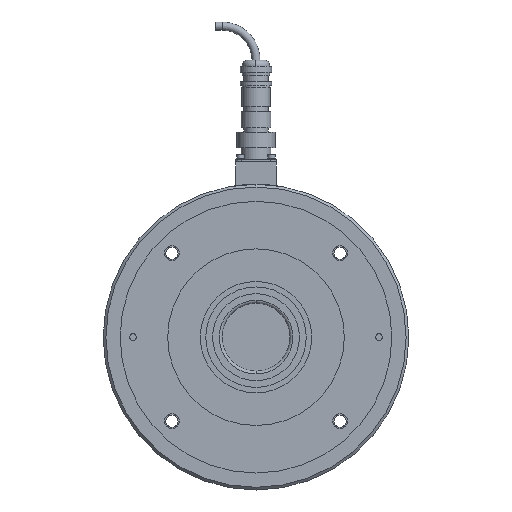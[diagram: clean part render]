
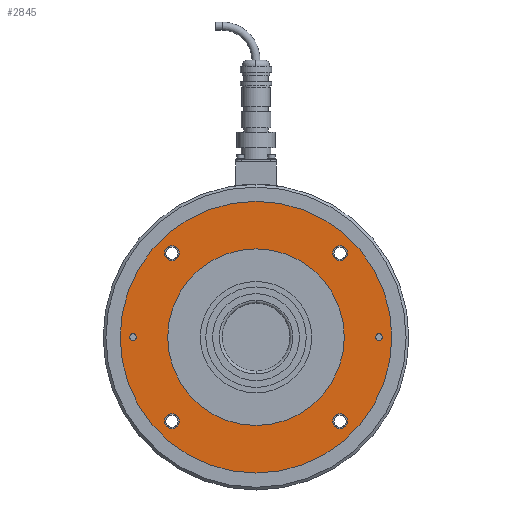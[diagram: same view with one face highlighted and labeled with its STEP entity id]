
A CAD part, left-side view. The second image highlights one B-rep face of the part: STEP entity #2845.
In plain terms, the highlighted face is planar.
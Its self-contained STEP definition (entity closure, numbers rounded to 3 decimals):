
#2195=CARTESIAN_POINT('',(3.1,100.0,0.0));
#2196=VERTEX_POINT('',#2195);
#2205=CARTESIAN_POINT('',(3.1,-100.0,0.));
#2206=VERTEX_POINT('',#2205);
#2207=CARTESIAN_POINT('',(3.1,0.0,0.0));
#2208=DIRECTION('',(1.0,0.0,0.0));
#2209=DIRECTION('',(0.0,1.0,0.0));
#2210=AXIS2_PLACEMENT_3D('',#2207,#2208,#2209);
#2211=CIRCLE('',#2210,100.0);
#2212=EDGE_CURVE('',#2206,#2196,#2211,.T.);
#2365=CARTESIAN_POINT('',(3.1,65.0,0.0));
#2366=VERTEX_POINT('',#2365);
#2382=CARTESIAN_POINT('',(3.1,-65.0,0.));
#2383=VERTEX_POINT('',#2382);
#2390=CARTESIAN_POINT('',(3.1,0.0,0.0));
#2391=DIRECTION('',(1.0,0.0,0.0));
#2392=DIRECTION('',(0.0,1.0,0.0));
#2393=AXIS2_PLACEMENT_3D('',#2390,#2391,#2392);
#2394=CIRCLE('',#2393,65.0);
#2395=EDGE_CURVE('',#2383,#2366,#2394,.T.);
#2407=CARTESIAN_POINT('',(3.1,61.872,-56.372));
#2408=VERTEX_POINT('',#2407);
#2424=CARTESIAN_POINT('',(3.1,61.872,-67.372));
#2425=VERTEX_POINT('',#2424);
#2432=CARTESIAN_POINT('',(3.1,61.872,-61.872));
#2433=DIRECTION('',(-1.0,0.0,0.0));
#2434=DIRECTION('',(0.0,0.0,1.0));
#2435=AXIS2_PLACEMENT_3D('',#2432,#2433,#2434);
#2436=CIRCLE('',#2435,5.5);
#2437=EDGE_CURVE('',#2408,#2425,#2436,.T.);
#2449=CARTESIAN_POINT('',(3.1,90.5,2.5));
#2450=VERTEX_POINT('',#2449);
#2466=CARTESIAN_POINT('',(3.1,90.5,-2.5));
#2467=VERTEX_POINT('',#2466);
#2474=CARTESIAN_POINT('',(3.1,90.5,0.));
#2475=DIRECTION('',(-1.0,0.0,0.0));
#2476=DIRECTION('',(0.0,0.0,1.0));
#2477=AXIS2_PLACEMENT_3D('',#2474,#2475,#2476);
#2478=CIRCLE('',#2477,2.5);
#2479=EDGE_CURVE('',#2450,#2467,#2478,.T.);
#2491=CARTESIAN_POINT('',(3.1,-56.372,-61.872));
#2492=VERTEX_POINT('',#2491);
#2508=CARTESIAN_POINT('',(3.1,-67.372,-61.872));
#2509=VERTEX_POINT('',#2508);
#2516=CARTESIAN_POINT('',(3.1,-61.872,-61.872));
#2517=DIRECTION('',(-1.0,0.0,0.0));
#2518=DIRECTION('',(0.0,1.0,0.0));
#2519=AXIS2_PLACEMENT_3D('',#2516,#2517,#2518);
#2520=CIRCLE('',#2519,5.5);
#2521=EDGE_CURVE('',#2492,#2509,#2520,.T.);
#2533=CARTESIAN_POINT('',(3.1,-61.872,56.372));
#2534=VERTEX_POINT('',#2533);
#2550=CARTESIAN_POINT('',(3.1,-61.872,67.372));
#2551=VERTEX_POINT('',#2550);
#2558=CARTESIAN_POINT('',(3.1,-61.872,61.872));
#2559=DIRECTION('',(-1.0,0.0,0.0));
#2560=DIRECTION('',(0.0,0.0,-1.0));
#2561=AXIS2_PLACEMENT_3D('',#2558,#2559,#2560);
#2562=CIRCLE('',#2561,5.5);
#2563=EDGE_CURVE('',#2534,#2551,#2562,.T.);
#2575=CARTESIAN_POINT('',(3.1,56.372,61.872));
#2576=VERTEX_POINT('',#2575);
#2592=CARTESIAN_POINT('',(3.1,67.372,61.872));
#2593=VERTEX_POINT('',#2592);
#2600=CARTESIAN_POINT('',(3.1,61.872,61.872));
#2601=DIRECTION('',(-1.0,0.0,0.0));
#2602=DIRECTION('',(0.0,-1.0,0.0));
#2603=AXIS2_PLACEMENT_3D('',#2600,#2601,#2602);
#2604=CIRCLE('',#2603,5.5);
#2605=EDGE_CURVE('',#2576,#2593,#2604,.T.);
#2617=CARTESIAN_POINT('',(3.1,-90.5,-2.5));
#2618=VERTEX_POINT('',#2617);
#2634=CARTESIAN_POINT('',(3.1,-90.5,2.5));
#2635=VERTEX_POINT('',#2634);
#2642=CARTESIAN_POINT('',(3.1,-90.5,0.));
#2643=DIRECTION('',(-1.0,0.0,0.0));
#2644=DIRECTION('',(0.0,0.0,-1.0));
#2645=AXIS2_PLACEMENT_3D('',#2642,#2643,#2644);
#2646=CIRCLE('',#2645,2.5);
#2647=EDGE_CURVE('',#2618,#2635,#2646,.T.);
#2658=CARTESIAN_POINT('',(3.1,-90.5,0.));
#2659=DIRECTION('',(-1.0,0.0,0.0));
#2660=DIRECTION('',(0.0,0.0,-1.0));
#2661=AXIS2_PLACEMENT_3D('',#2658,#2659,#2660);
#2662=CIRCLE('',#2661,2.5);
#2663=EDGE_CURVE('',#2635,#2618,#2662,.T.);
#2682=CARTESIAN_POINT('',(3.1,61.872,61.872));
#2683=DIRECTION('',(-1.0,0.0,0.0));
#2684=DIRECTION('',(0.0,-1.0,0.0));
#2685=AXIS2_PLACEMENT_3D('',#2682,#2683,#2684);
#2686=CIRCLE('',#2685,5.5);
#2687=EDGE_CURVE('',#2593,#2576,#2686,.T.);
#2706=CARTESIAN_POINT('',(3.1,-61.872,61.872));
#2707=DIRECTION('',(-1.0,0.0,0.0));
#2708=DIRECTION('',(0.0,0.0,-1.0));
#2709=AXIS2_PLACEMENT_3D('',#2706,#2707,#2708);
#2710=CIRCLE('',#2709,5.5);
#2711=EDGE_CURVE('',#2551,#2534,#2710,.T.);
#2730=CARTESIAN_POINT('',(3.1,-61.872,-61.872));
#2731=DIRECTION('',(-1.0,0.0,0.0));
#2732=DIRECTION('',(0.0,1.0,0.0));
#2733=AXIS2_PLACEMENT_3D('',#2730,#2731,#2732);
#2734=CIRCLE('',#2733,5.5);
#2735=EDGE_CURVE('',#2509,#2492,#2734,.T.);
#2754=CARTESIAN_POINT('',(3.1,90.5,0.));
#2755=DIRECTION('',(-1.0,0.0,0.0));
#2756=DIRECTION('',(0.0,0.0,1.0));
#2757=AXIS2_PLACEMENT_3D('',#2754,#2755,#2756);
#2758=CIRCLE('',#2757,2.5);
#2759=EDGE_CURVE('',#2467,#2450,#2758,.T.);
#2778=CARTESIAN_POINT('',(3.1,61.872,-61.872));
#2779=DIRECTION('',(-1.0,0.0,0.0));
#2780=DIRECTION('',(0.0,0.0,1.0));
#2781=AXIS2_PLACEMENT_3D('',#2778,#2779,#2780);
#2782=CIRCLE('',#2781,5.5);
#2783=EDGE_CURVE('',#2425,#2408,#2782,.T.);
#2796=CARTESIAN_POINT('',(3.1,82.5,0.0));
#2797=DIRECTION('',(1.0,0.0,0.0));
#2798=DIRECTION('',(0.0,0.0,-1.0));
#2799=AXIS2_PLACEMENT_3D('',#2796,#2797,#2798);
#2800=PLANE('',#2799);
#2801=CARTESIAN_POINT('',(3.1,0.0,0.0));
#2802=DIRECTION('',(1.0,0.0,0.0));
#2803=DIRECTION('',(0.0,1.0,0.0));
#2804=AXIS2_PLACEMENT_3D('',#2801,#2802,#2803);
#2805=CIRCLE('',#2804,100.0);
#2806=EDGE_CURVE('',#2196,#2206,#2805,.T.);
#2807=ORIENTED_EDGE('',*,*,#2806,.T.);
#2808=ORIENTED_EDGE('',*,*,#2212,.T.);
#2809=EDGE_LOOP('',(#2807,#2808));
#2810=FACE_OUTER_BOUND('',#2809,.T.);
#2811=ORIENTED_EDGE('',*,*,#2663,.T.);
#2812=ORIENTED_EDGE('',*,*,#2647,.T.);
#2813=EDGE_LOOP('',(#2811,#2812));
#2814=FACE_BOUND('',#2813,.T.);
#2815=ORIENTED_EDGE('',*,*,#2687,.T.);
#2816=ORIENTED_EDGE('',*,*,#2605,.T.);
#2817=EDGE_LOOP('',(#2815,#2816));
#2818=FACE_BOUND('',#2817,.T.);
#2819=ORIENTED_EDGE('',*,*,#2711,.T.);
#2820=ORIENTED_EDGE('',*,*,#2563,.T.);
#2821=EDGE_LOOP('',(#2819,#2820));
#2822=FACE_BOUND('',#2821,.T.);
#2823=ORIENTED_EDGE('',*,*,#2735,.T.);
#2824=ORIENTED_EDGE('',*,*,#2521,.T.);
#2825=EDGE_LOOP('',(#2823,#2824));
#2826=FACE_BOUND('',#2825,.T.);
#2827=ORIENTED_EDGE('',*,*,#2759,.T.);
#2828=ORIENTED_EDGE('',*,*,#2479,.T.);
#2829=EDGE_LOOP('',(#2827,#2828));
#2830=FACE_BOUND('',#2829,.T.);
#2831=ORIENTED_EDGE('',*,*,#2783,.T.);
#2832=ORIENTED_EDGE('',*,*,#2437,.T.);
#2833=EDGE_LOOP('',(#2831,#2832));
#2834=FACE_BOUND('',#2833,.T.);
#2835=CARTESIAN_POINT('',(3.1,0.0,0.0));
#2836=DIRECTION('',(1.0,0.0,0.0));
#2837=DIRECTION('',(0.0,1.0,0.0));
#2838=AXIS2_PLACEMENT_3D('',#2835,#2836,#2837);
#2839=CIRCLE('',#2838,65.0);
#2840=EDGE_CURVE('',#2366,#2383,#2839,.T.);
#2841=ORIENTED_EDGE('',*,*,#2840,.F.);
#2842=ORIENTED_EDGE('',*,*,#2395,.F.);
#2843=EDGE_LOOP('',(#2841,#2842));
#2844=FACE_BOUND('',#2843,.T.);
#2845=ADVANCED_FACE('',(#2810,#2814,#2818,#2822,#2826,#2830,#2834,#2844),#2800,.T.);
